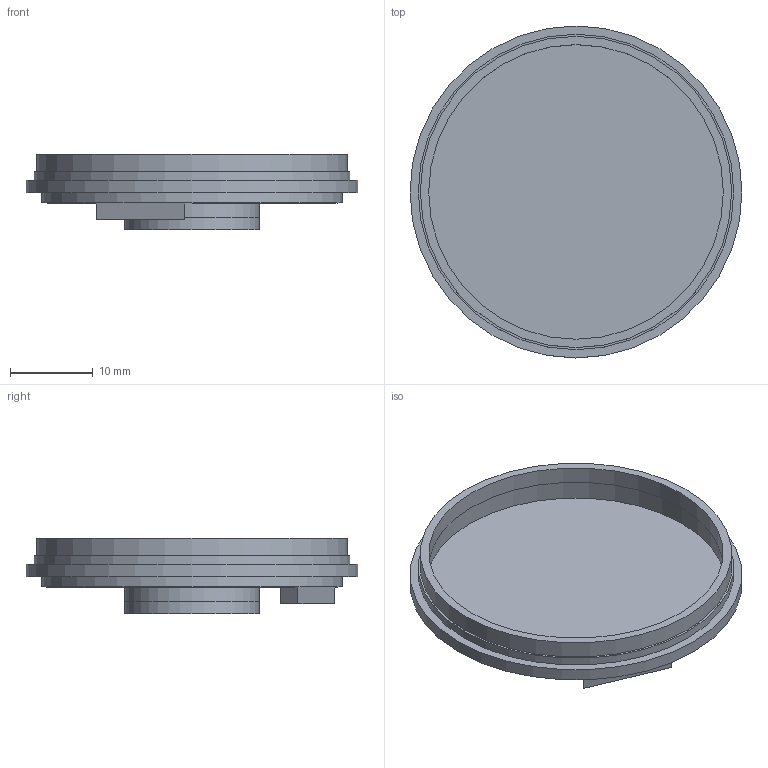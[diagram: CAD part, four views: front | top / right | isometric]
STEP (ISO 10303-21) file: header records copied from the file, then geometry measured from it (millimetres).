
FILE_DESCRIPTION(/* description */ ('Alibre Inc.'),/* implementation_level */ '2;1');
FILE_NAME(/* name */ 'export0',/* time_stamp */ '2018-03-20T18:59:30-05:00',/* author */ (''),/* organization */ (''),/* preprocessor_version */ 'ST-DEVELOPER v14',/* originating_system */ 'Alibre',/* authorisation */ '');
FILE_SCHEMA (('AUTOMOTIVE_DESIGN'));
Length unit declared in the file: centimetre
Bounding box: 40 x 40 x 9.05 mm (x, y, z)
Volume: 2755.9 mm3; surface area: 4008.4 mm2
Topology: 1 solids, 1 shells, 27 faces, 48 edges, 32 vertices
Faces by surface type: plane 17, cylinder 10
Full cylindrical faces by diameter (mm): 16.199 x1, 16.2 x1, 35.5 x1, 36 x1, 36.25 x1, 37.5 x1, 38 x1, 40 x1
Entity records: 620 total; most frequent: CARTESIAN_POINT 99, DIRECTION 97, ORIENTED_EDGE 80, AXIS2_PLACEMENT_3D 47, EDGE_LOOP 44, FACE_BOUND 44, EDGE_CURVE 40, VERTEX_POINT 32
